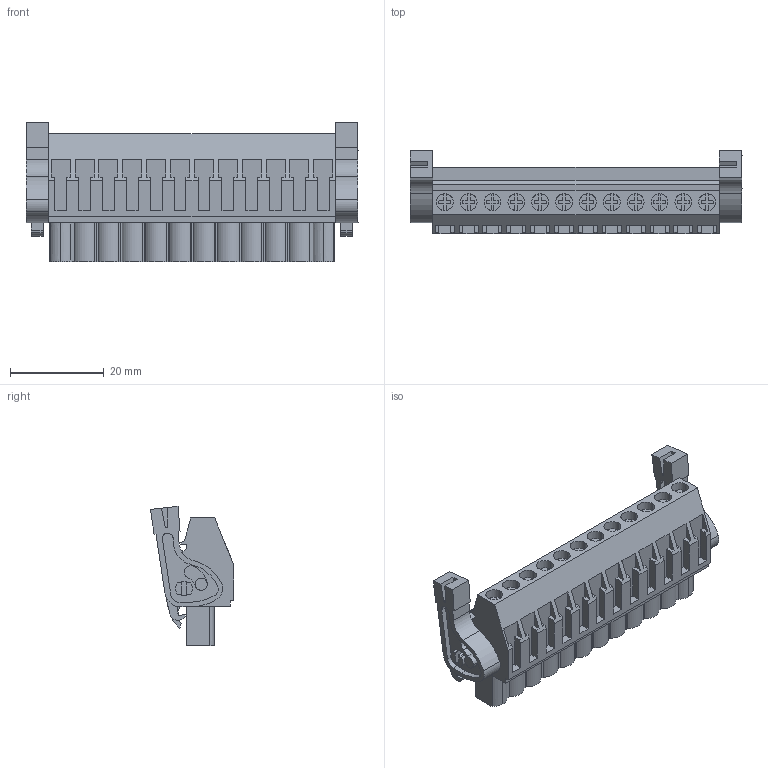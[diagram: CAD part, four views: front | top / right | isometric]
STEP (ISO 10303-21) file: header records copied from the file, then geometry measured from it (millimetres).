
FILE_DESCRIPTION(('CATIA V5 STEP','CAx-IF Rec.Pracs.--- Model Styling and Organization---1.2---2011-12-15'),'2;1');
FILE_NAME ('D1448371_0_1087350000_1087350000.stp','2017-09-09T07:08:57+00:00',('none'),('Weidmueller'),'CATIA Version 5-6 Release 2014','CATIA V5 STEP AP214','none');
FILE_SCHEMA(('AUTOMOTIVE_DESIGN { 1 0 10303 214 1 1 1 1 }'));
Length unit declared in the file: millimetre
Products named in the file (1): 1087350000
Bounding box: 70.66 x 17.69 x 29.65 mm (x, y, z)
Volume: 15079.9 mm3; surface area: 9979.5 mm2
Topology: 15 solids, 15 shells, 938 faces, 2587 edges, 1740 vertices
Faces by surface type: plane 760, cylinder 174, extrusion 4
Entity records: 28257 total; most frequent: CARTESIAN_POINT 5439, ORIENTED_EDGE 5174, DIRECTION 3845, EDGE_CURVE 2587, VECTOR 2167, LINE 2163, VERTEX_POINT 1740, AXIS2_PLACEMENT_3D 1018
